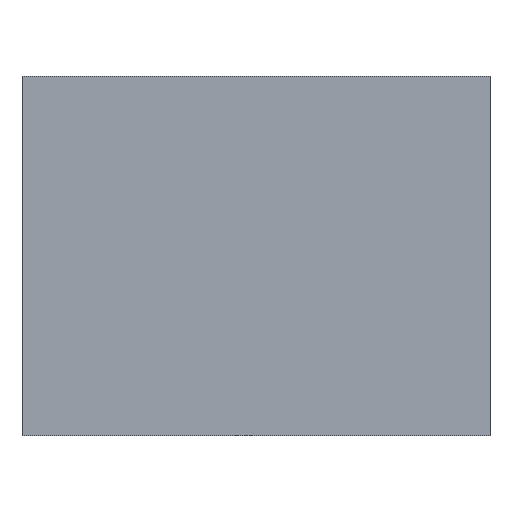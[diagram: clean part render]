
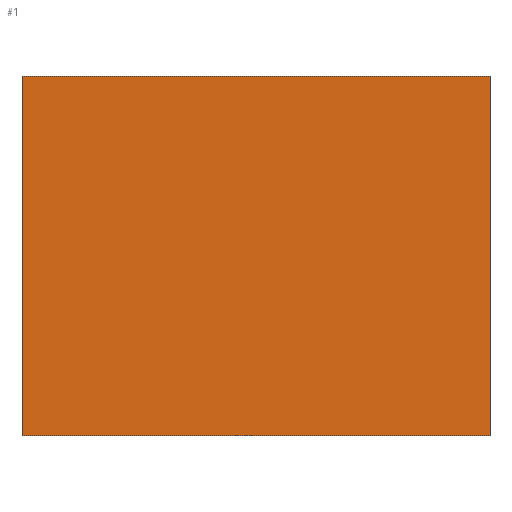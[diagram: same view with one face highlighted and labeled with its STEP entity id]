
A CAD part, front view. The second image highlights one B-rep face of the part: STEP entity #1.
In plain terms, the highlighted planar face has unit normal (0, -1, 0).
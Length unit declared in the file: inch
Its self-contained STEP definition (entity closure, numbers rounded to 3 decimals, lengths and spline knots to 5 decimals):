
#1 = ADVANCED_FACE ( 'NONE', ( #411 ), #410, .F. ) ;
#2 = EDGE_LOOP ( 'NONE', ( #3, #4, #1360, #199 ) ) ;
#3 = ORIENTED_EDGE ( 'NONE', *, *, #124, .F. ) ;
#4 = ORIENTED_EDGE ( 'NONE', *, *, #92, .F. ) ;
#7 = EDGE_CURVE ( 'NONE', #115, #1346, #405, .T. ) ;
#92 = EDGE_CURVE ( 'NONE', #93, #127, #507, .T. ) ;
#93 = VERTEX_POINT ( 'NONE', #549 ) ;
#115 = VERTEX_POINT ( 'NONE', #556 ) ;
#124 = EDGE_CURVE ( 'NONE', #127, #115, #599, .T. ) ;
#127 = VERTEX_POINT ( 'NONE', #591 ) ;
#199 = ORIENTED_EDGE ( 'NONE', *, *, #7, .F. ) ;
#402 = DIRECTION ( 'NONE',  ( 0., 0., 1. ) ) ;
#403 = VECTOR ( 'NONE', #402, 39.37008 ) ;
#404 = CARTESIAN_POINT ( 'NONE',  ( -6.23739, -4.25, -4.78739 ) ) ;
#405 = LINE ( 'NONE', #404, #403 ) ;
#406 = DIRECTION ( 'NONE',  ( 0., 0., 1. ) ) ;
#407 = DIRECTION ( 'NONE',  ( 0., 1., 0. ) ) ;
#408 = CARTESIAN_POINT ( 'NONE',  ( -6.23739, -4.25, -4.78739 ) ) ;
#409 = AXIS2_PLACEMENT_3D ( 'NONE', #408, #407, #406 ) ;
#410 = PLANE ( 'NONE',  #409 ) ;
#411 = FACE_OUTER_BOUND ( 'NONE', #2, .T. ) ;
#505 = VECTOR ( 'NONE', #550, 39.37008 ) ;
#506 = CARTESIAN_POINT ( 'NONE',  ( 6.23739, -4.25, 4.78739 ) ) ;
#507 = LINE ( 'NONE', #506, #505 ) ;
#549 = CARTESIAN_POINT ( 'NONE',  ( 6.23739, -4.25, 4.78739 ) ) ;
#550 = DIRECTION ( 'NONE',  ( 0., 0., -1. ) ) ;
#556 = CARTESIAN_POINT ( 'NONE',  ( -6.23739, -4.25, -4.78739 ) ) ;
#591 = CARTESIAN_POINT ( 'NONE',  ( 6.23739, -4.25, -4.78739 ) ) ;
#596 = DIRECTION ( 'NONE',  ( -1., 0., 0. ) ) ;
#597 = VECTOR ( 'NONE', #596, 39.37008 ) ;
#598 = CARTESIAN_POINT ( 'NONE',  ( 6.23739, -4.25, -4.78739 ) ) ;
#599 = LINE ( 'NONE', #598, #597 ) ;
#1210 = DIRECTION ( 'NONE',  ( 1., 0., 0. ) ) ;
#1211 = VECTOR ( 'NONE', #1210, 39.37008 ) ;
#1212 = CARTESIAN_POINT ( 'NONE',  ( -6.23739, -4.25, 4.78739 ) ) ;
#1213 = LINE ( 'NONE', #1212, #1211 ) ;
#1218 = CARTESIAN_POINT ( 'NONE',  ( -6.23739, -4.25, 4.78739 ) ) ;
#1346 = VERTEX_POINT ( 'NONE', #1218 ) ;
#1349 = EDGE_CURVE ( 'NONE', #1346, #93, #1213, .T. ) ;
#1360 = ORIENTED_EDGE ( 'NONE', *, *, #1349, .F. ) ;
